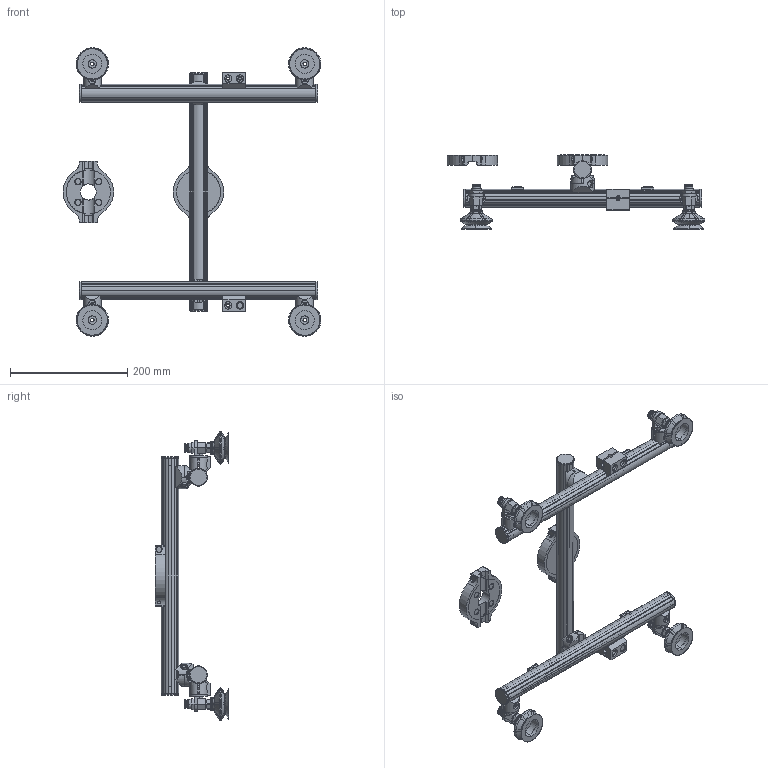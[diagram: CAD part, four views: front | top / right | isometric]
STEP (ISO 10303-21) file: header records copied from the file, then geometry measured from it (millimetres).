
FILE_DESCRIPTION (( 'STEP AP203' ), '1' );
FILE_NAME ('10.01.49.00090.step', '2022-11-07T19:11:38', ( '' ), ( '' ), 'SwSTEP 2.0', 'SolidWorks 2021', '' );
FILE_SCHEMA (( 'CONFIG_CONTROL_DESIGN' ));
Length unit declared in the file: inch
Products named in the file (10): 25.09.06.00120; 10.01.49.00014; 25.09.06.00131; 25.09.06.00119; 10.01.49.00090; 10.01.06.03500; 10.01.49.00039; 25.09.06.00123; 10.01.49.00016; 10.01.49.00092_400
Assembly tree (27 placements, depth 2):
  10.01.49.00090
    10.01.49.00016
    10.01.49.00092_400  x3
    10.01.49.00014
    25.09.06.00123  x2
    10.01.49.00039  x4
    10.01.06.03500  x4
    25.09.06.00120  x4
    25.09.06.00131  x2
    25.09.06.00119  x6
Bounding box: 439.28 x 126.01 x 491.64 mm (x, y, z)
Volume: 743249.2 mm3; surface area: 496791.6 mm2
Topology: 89 solids, 89 shells, 3169 faces, 8044 edges, 5162 vertices
Faces by surface type: plane 1398, cylinder 1151, bspline 392, cone 216, torus 12
Entity records: 42902 total; most frequent: CARTESIAN_POINT 14446, ORIENTED_EDGE 5664, DIRECTION 5558, EDGE_CURVE 2832, AXIS2_PLACEMENT_3D 2024, VERTEX_POINT 1838, VECTOR 1510, LINE 1510
